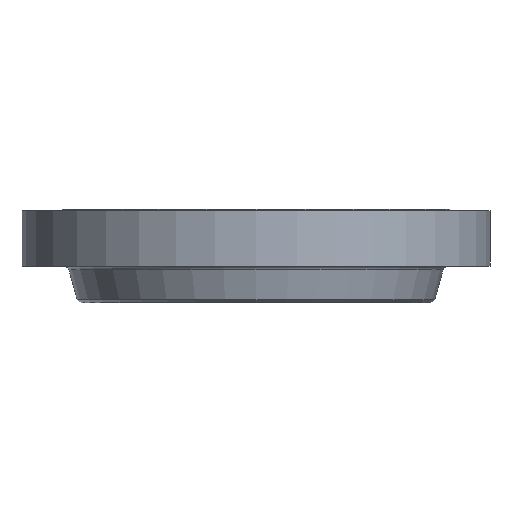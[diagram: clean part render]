
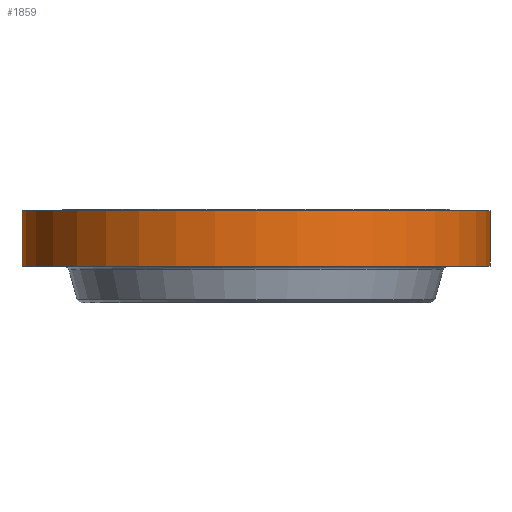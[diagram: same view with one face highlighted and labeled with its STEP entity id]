
A CAD part, front view. The second image highlights one B-rep face of the part: STEP entity #1859.
In plain terms, the highlighted cylindrical face has radius 835.025 mm (diameter 1670.05 mm), a partial arc.
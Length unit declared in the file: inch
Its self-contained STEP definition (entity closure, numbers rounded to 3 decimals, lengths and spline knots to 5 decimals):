
#89 = AXIS2_PLACEMENT_3D ( 'NONE', #758, #2542, #1149 ) ;
#268 = CARTESIAN_POINT ( 'NONE',  ( -32.875, 0., -8. ) ) ;
#279 = FACE_OUTER_BOUND ( 'NONE', #946, .T. ) ;
#393 = VERTEX_POINT ( 'NONE', #2531 ) ;
#411 = CARTESIAN_POINT ( 'NONE',  ( 0., 0., -8. ) ) ;
#460 = AXIS2_PLACEMENT_3D ( 'NONE', #1278, #2131, #1139 ) ;
#493 = EDGE_CURVE ( 'NONE', #1261, #845, #591, .T. ) ;
#591 = CIRCLE ( 'NONE', #2334, 32.875 ) ;
#632 = DIRECTION ( 'NONE',  ( 0., 0., 1. ) ) ;
#726 = ORIENTED_EDGE ( 'NONE', *, *, #1979, .F. ) ;
#758 = CARTESIAN_POINT ( 'NONE',  ( 0., 0., -0.25 ) ) ;
#789 = EDGE_CURVE ( 'NONE', #1261, #393, #2025, .T. ) ;
#845 = VERTEX_POINT ( 'NONE', #1490 ) ;
#946 = EDGE_LOOP ( 'NONE', ( #1456, #2358, #1272, #726 ) ) ;
#987 = CARTESIAN_POINT ( 'NONE',  ( 32.875, 0., -0.25 ) ) ;
#998 = DIRECTION ( 'NONE',  ( 0., 0., 1. ) ) ;
#1139 = DIRECTION ( 'NONE',  ( 1., 0., 0. ) ) ;
#1144 = VERTEX_POINT ( 'NONE', #987 ) ;
#1149 = DIRECTION ( 'NONE',  ( 1., 0., 0. ) ) ;
#1157 = CARTESIAN_POINT ( 'NONE',  ( 32.875, 0., 0. ) ) ;
#1225 = DIRECTION ( 'NONE',  ( 0., 0., 1. ) ) ;
#1256 = VECTOR ( 'NONE', #1225, 39.37008 ) ;
#1261 = VERTEX_POINT ( 'NONE', #268 ) ;
#1272 = ORIENTED_EDGE ( 'NONE', *, *, #2451, .T. ) ;
#1278 = CARTESIAN_POINT ( 'NONE',  ( 0., 0., 0. ) ) ;
#1456 = ORIENTED_EDGE ( 'NONE', *, *, #789, .F. ) ;
#1490 = CARTESIAN_POINT ( 'NONE',  ( 32.875, 0., -8. ) ) ;
#1535 = CYLINDRICAL_SURFACE ( 'NONE', #460, 32.875 ) ;
#1859 = ADVANCED_FACE ( 'NONE', ( #279 ), #1535, .T. ) ;
#1979 = EDGE_CURVE ( 'NONE', #393, #1144, #2337, .T. ) ;
#1984 = LINE ( 'NONE', #1157, #2103 ) ;
#2025 = LINE ( 'NONE', #2204, #1256 ) ;
#2103 = VECTOR ( 'NONE', #998, 39.37008 ) ;
#2131 = DIRECTION ( 'NONE',  ( 0., 0., 1. ) ) ;
#2204 = CARTESIAN_POINT ( 'NONE',  ( -32.875, 0., 0. ) ) ;
#2225 = DIRECTION ( 'NONE',  ( 1., 0., 0. ) ) ;
#2334 = AXIS2_PLACEMENT_3D ( 'NONE', #411, #632, #2225 ) ;
#2337 = CIRCLE ( 'NONE', #89, 32.875 ) ;
#2358 = ORIENTED_EDGE ( 'NONE', *, *, #493, .T. ) ;
#2451 = EDGE_CURVE ( 'NONE', #845, #1144, #1984, .T. ) ;
#2531 = CARTESIAN_POINT ( 'NONE',  ( -32.875, 0., -0.25 ) ) ;
#2542 = DIRECTION ( 'NONE',  ( 0., 0., 1. ) ) ;
